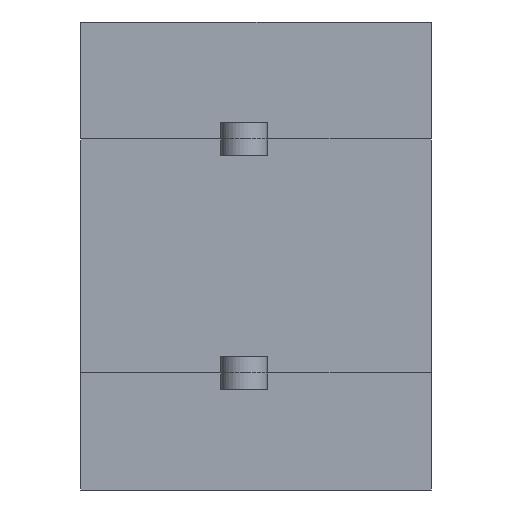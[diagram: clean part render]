
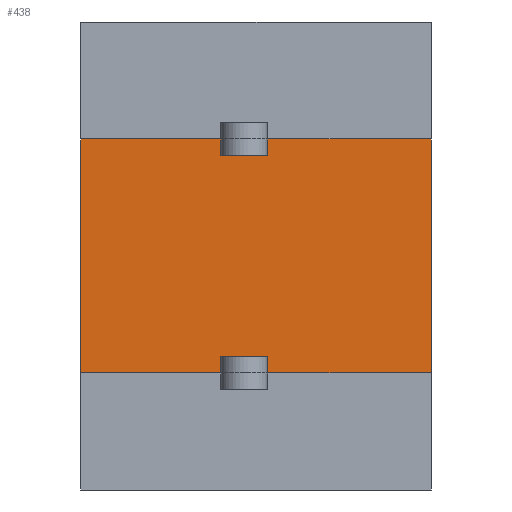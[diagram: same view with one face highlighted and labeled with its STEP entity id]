
A CAD part, front view. The second image highlights one B-rep face of the part: STEP entity #438.
In plain terms, the highlighted planar face has unit normal (0, -1, 0).
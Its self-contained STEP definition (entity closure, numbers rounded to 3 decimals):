
#438=ADVANCED_FACE( '', ( #824 ), #825, .T. );
#548=CARTESIAN_POINT( '', ( 0., 0., 0. ) );
#549=DIRECTION( '', ( 0., 0., 1. ) );
#550=DIRECTION( '', ( 1., 0., 0. ) );
#824=FACE_OUTER_BOUND( '', #1290, .T. );
#825=PLANE( '', #1291 );
#1290=EDGE_LOOP( '', ( #2436, #2437, #2438, #2439, #2440, #2441, #2442, #2443, #2444, #2445, #2446, #2447 ) );
#1291=AXIS2_PLACEMENT_3D( '', #2448, #1519, #1518 );
#1497=DIRECTION( '', ( 0., 0., -1. ) );
#1518=DIRECTION( '', ( -1., 0., 0. ) );
#1519=DIRECTION( '', ( 0., -1., 0. ) );
#2436=ORIENTED_EDGE( '', *, *, #3767, .F. );
#2437=ORIENTED_EDGE( '', *, *, #3362, .F. );
#2438=ORIENTED_EDGE( '', *, *, #3730, .T. );
#2439=ORIENTED_EDGE( '', *, *, #3227, .F. );
#2440=ORIENTED_EDGE( '', *, *, #3768, .T. );
#2441=ORIENTED_EDGE( '', *, *, #3566, .F. );
#2442=ORIENTED_EDGE( '', *, *, #3563, .F. );
#2443=ORIENTED_EDGE( '', *, *, #3453, .F. );
#2444=ORIENTED_EDGE( '', *, *, #3769, .T. );
#2445=ORIENTED_EDGE( '', *, *, #3656, .F. );
#2446=ORIENTED_EDGE( '', *, *, #3731, .T. );
#2447=ORIENTED_EDGE( '', *, *, #3485, .F. );
#2448=CARTESIAN_POINT( '', ( -9., 0., -2.5 ) );
#3227=EDGE_CURVE( '', #3982, #3984, #3985, .T. );
#3362=EDGE_CURVE( '', #4224, #4225, #4226, .T. );
#3453=EDGE_CURVE( '', #4385, #4386, #4387, .T. );
#3485=EDGE_CURVE( '', #4437, #4432, #4439, .T. );
#3563=EDGE_CURVE( '', #4386, #4535, #4539, .T. );
#3566=EDGE_CURVE( '', #4535, #4050, #4542, .T. );
#3656=EDGE_CURVE( '', #4674, #4255, #4676, .T. );
#3730=EDGE_CURVE( '', #4224, #3984, #4774, .T. );
#3731=EDGE_CURVE( '', #4674, #4432, #4774, .T. );
#3767=EDGE_CURVE( '', #4225, #4437, #4814, .T. );
#3768=EDGE_CURVE( '', #3982, #4050, #4815, .T. );
#3769=EDGE_CURVE( '', #4385, #4255, #4815, .T. );
#3982=VERTEX_POINT( '', #548 );
#3984=VERTEX_POINT( '', #5039 );
#3985=LINE( '', #5040, #4995 );
#4050=VERTEX_POINT( '', #5110 );
#4224=VERTEX_POINT( '', #5282 );
#4225=VERTEX_POINT( '', #5283 );
#4226=LINE( '', #5284, #4990 );
#4255=VERTEX_POINT( '', #5132 );
#4385=VERTEX_POINT( '', #5490 );
#4386=VERTEX_POINT( '', #5491 );
#4387=LINE( '', #5492, #4995 );
#4432=VERTEX_POINT( '', #5589 );
#4437=VERTEX_POINT( '', #5593 );
#4439=LINE( '', #5595, #4995 );
#4535=VERTEX_POINT( '', #5682 );
#4539=LINE( '', #5686, #4972 );
#4542=LINE( '', #5688, #4990 );
#4674=VERTEX_POINT( '', #5131 );
#4676=LINE( '', #5129, #4990 );
#4774=LINE( '', #5889, #4972 );
#4814=LINE( '', #5921, #4966 );
#4815=LINE( '', #5621, #4966 );
#4966=VECTOR( '', #1518, 1000. );
#4972=VECTOR( '', #550, 1000. );
#4990=VECTOR( '', #549, 1000. );
#4995=VECTOR( '', #1497, 1000. );
#5039=CARTESIAN_POINT( '', ( 0., 0., -5. ) );
#5040=CARTESIAN_POINT( '', ( 0., 0., 7.5 ) );
#5110=CARTESIAN_POINT( '', ( -3.5, 0., 0. ) );
#5129=CARTESIAN_POINT( '', ( -7.5, 0., -2.5 ) );
#5131=CARTESIAN_POINT( '', ( -7.5, 0., -5. ) );
#5132=CARTESIAN_POINT( '', ( -7.5, 0., 0. ) );
#5282=CARTESIAN_POINT( '', ( -3.5, 0., -5. ) );
#5283=CARTESIAN_POINT( '', ( -3.5, 0., -4.65 ) );
#5284=CARTESIAN_POINT( '', ( -3.5, 0., -2.5 ) );
#5490=CARTESIAN_POINT( '', ( -4.5, 0., 0. ) );
#5491=CARTESIAN_POINT( '', ( -4.5, 0., -0.35 ) );
#5492=CARTESIAN_POINT( '', ( -4.5, 0., 2.5 ) );
#5589=CARTESIAN_POINT( '', ( -4.5, 0., -5. ) );
#5593=CARTESIAN_POINT( '', ( -4.5, 0., -4.65 ) );
#5595=CARTESIAN_POINT( '', ( -4.5, 0., -2.5 ) );
#5621=CARTESIAN_POINT( '', ( -4., 0., 0. ) );
#5682=CARTESIAN_POINT( '', ( -3.5, 0., -0.35 ) );
#5686=CARTESIAN_POINT( '', ( -78.426, 0., -0.35 ) );
#5688=CARTESIAN_POINT( '', ( -3.5, 0., 2.5 ) );
#5889=CARTESIAN_POINT( '', ( -4., 0., -5. ) );
#5921=CARTESIAN_POINT( '', ( -78.426, 0., -4.65 ) );
